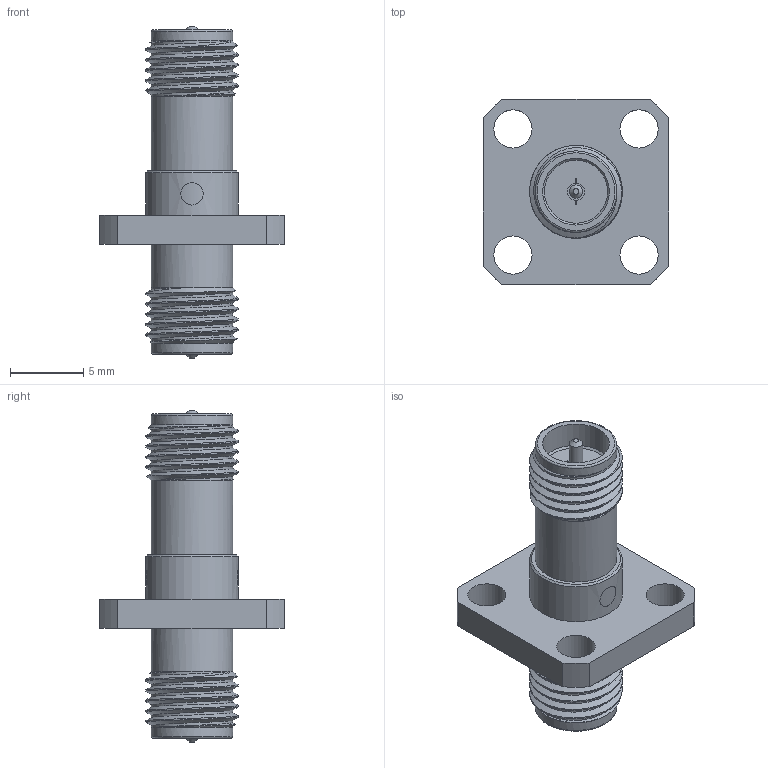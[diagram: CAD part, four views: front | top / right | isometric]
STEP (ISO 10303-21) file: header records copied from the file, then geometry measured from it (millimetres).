
FILE_DESCRIPTION (( 'STEP AP203' ), '1' );
FILE_NAME ('PE91269_3D.step', '2021-02-05T20:51:52', ( '' ), ( '' ), 'SwSTEP 2.0', 'SolidWorks 2018', '' );
FILE_SCHEMA (( 'CONFIG_CONTROL_DESIGN' ));
Length unit declared in the file: inch
Products named in the file (1): PE91269_3D
Bounding box: 12.7 x 12.7 x 22.73 mm (x, y, z)
Volume: 752.3 mm3; surface area: 955.5 mm2
Topology: 1 solids, 5 shells, 79 faces, 164 edges, 106 vertices
Faces by surface type: plane 35, cylinder 27, cone 9, bspline 6, torus 2
Full cylindrical faces by diameter (mm): 0.914 x2, 1.168 x2, 2.616 x4, 4.572 x2, 5.582 x4, 6.35 x1
Entity records: 4307 total; most frequent: CARTESIAN_POINT 2690, DIRECTION 310, ORIENTED_EDGE 274, EDGE_CURVE 137, AXIS2_PLACEMENT_3D 127, EDGE_LOOP 120, VERTEX_POINT 101, FACE_OUTER_BOUND 96
